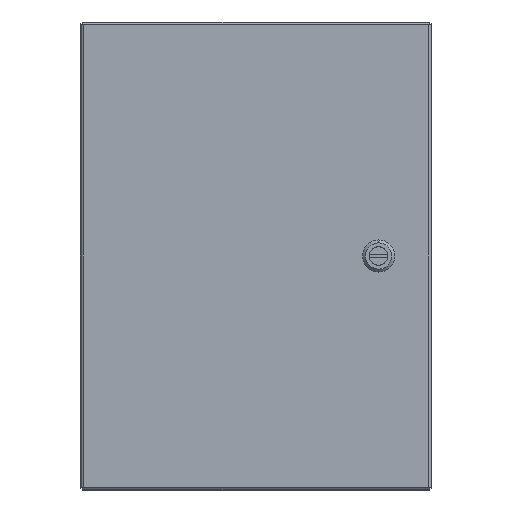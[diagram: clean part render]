
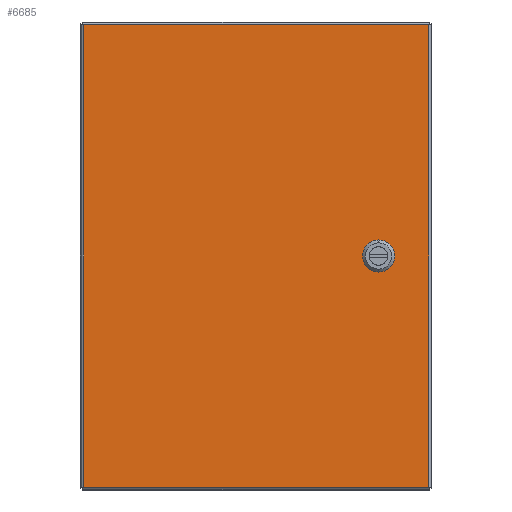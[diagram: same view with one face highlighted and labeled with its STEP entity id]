
A CAD part, front view. The second image highlights one B-rep face of the part: STEP entity #6685.
In plain terms, the highlighted planar face has unit normal (0, -1, 0).
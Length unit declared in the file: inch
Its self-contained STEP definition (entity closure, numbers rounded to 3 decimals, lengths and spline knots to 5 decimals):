
#23 = CARTESIAN_POINT ( 'NONE',  ( 5.901, -8.822, 7.8985 ) ) ;
#59 = EDGE_CURVE ( 'NONE', #7663, #15833, #491, .T. ) ;
#491 = LINE ( 'NONE', #20740, #16566 ) ;
#535 = CARTESIAN_POINT ( 'NONE',  ( 4.5865, -8.822, -0.231 ) ) ;
#653 = VERTEX_POINT ( 'NONE', #5012 ) ;
#697 = CARTESIAN_POINT ( 'NONE',  ( 4.422, -8.822, -0.3955 ) ) ;
#785 = ORIENTED_EDGE ( 'NONE', *, *, #19083, .T. ) ;
#1039 = LINE ( 'NONE', #14350, #12085 ) ;
#1275 = CARTESIAN_POINT ( 'NONE',  ( 5.901, -8.822, -7.8985 ) ) ;
#1593 = CARTESIAN_POINT ( 'NONE',  ( 5.901, -8.822, -7.8985 ) ) ;
#1864 = EDGE_LOOP ( 'NONE', ( #6464, #4549, #9567, #4522 ) ) ;
#2215 = EDGE_CURVE ( 'NONE', #18607, #18849, #21267, .T. ) ;
#2375 = LINE ( 'NONE', #5752, #21229 ) ;
#2585 = VERTEX_POINT ( 'NONE', #5101 ) ;
#3190 = DIRECTION ( 'NONE',  ( 0.707, 0., -0.707 ) ) ;
#3223 = EDGE_CURVE ( 'NONE', #653, #7663, #1039, .T. ) ;
#3514 = VERTEX_POINT ( 'NONE', #8269 ) ;
#3543 = VECTOR ( 'NONE', #14786, 39.37008 ) ;
#3728 = VERTEX_POINT ( 'NONE', #4236 ) ;
#4236 = CARTESIAN_POINT ( 'NONE',  ( 3.96, -8.822, -0.3955 ) ) ;
#4522 = ORIENTED_EDGE ( 'NONE', *, *, #59, .T. ) ;
#4549 = ORIENTED_EDGE ( 'NONE', *, *, #17010, .T. ) ;
#4552 = FACE_BOUND ( 'NONE', #16937, .T. ) ;
#4601 = DIRECTION ( 'NONE',  ( -0.707, 0., -0.707 ) ) ;
#4748 = CARTESIAN_POINT ( 'NONE',  ( 3.96, -8.822, -0.3955 ) ) ;
#5012 = CARTESIAN_POINT ( 'NONE',  ( -5.896, -8.822, 7.8985 ) ) ;
#5101 = CARTESIAN_POINT ( 'NONE',  ( 3.7955, -8.822, 0.231 ) ) ;
#5746 = ORIENTED_EDGE ( 'NONE', *, *, #18294, .T. ) ;
#5752 = CARTESIAN_POINT ( 'NONE',  ( 3.7955, -8.822, 0.231 ) ) ;
#6290 = CARTESIAN_POINT ( 'NONE',  ( -5.896, -8.822, -7.8985 ) ) ;
#6366 = DIRECTION ( 'NONE',  ( -0.707, 0., 0.707 ) ) ;
#6464 = ORIENTED_EDGE ( 'NONE', *, *, #13357, .T. ) ;
#6513 = CARTESIAN_POINT ( 'NONE',  ( -5.896, -8.822, 7.8985 ) ) ;
#6519 = DIRECTION ( 'NONE',  ( 1., 0., 0. ) ) ;
#6685 = ADVANCED_FACE ( 'NONE', ( #9353, #4552 ), #12624, .T. ) ;
#6992 = VECTOR ( 'NONE', #14104, 39.37008 ) ;
#7084 = ORIENTED_EDGE ( 'NONE', *, *, #2215, .T. ) ;
#7161 = EDGE_CURVE ( 'NONE', #3728, #20638, #13018, .T. ) ;
#7289 = DIRECTION ( 'NONE',  ( 0., 0., 1. ) ) ;
#7663 = VERTEX_POINT ( 'NONE', #8865 ) ;
#7903 = CARTESIAN_POINT ( 'NONE',  ( 4.5865, -8.822, -0.231 ) ) ;
#8269 = CARTESIAN_POINT ( 'NONE',  ( 4.5865, -8.822, 0.231 ) ) ;
#8361 = VECTOR ( 'NONE', #11120, 39.37008 ) ;
#8454 = VERTEX_POINT ( 'NONE', #23 ) ;
#8865 = CARTESIAN_POINT ( 'NONE',  ( -5.896, -8.822, -7.8985 ) ) ;
#8930 = DIRECTION ( 'NONE',  ( 0., 0., -1. ) ) ;
#8938 = CARTESIAN_POINT ( 'NONE',  ( 4.422, -8.822, 0.3955 ) ) ;
#9167 = VERTEX_POINT ( 'NONE', #8938 ) ;
#9353 = FACE_OUTER_BOUND ( 'NONE', #1864, .T. ) ;
#9567 = ORIENTED_EDGE ( 'NONE', *, *, #3223, .T. ) ;
#10082 = CARTESIAN_POINT ( 'NONE',  ( 3.7955, -8.822, -0.231 ) ) ;
#10341 = ORIENTED_EDGE ( 'NONE', *, *, #13050, .T. ) ;
#10750 = DIRECTION ( 'NONE',  ( 0., 0., -1. ) ) ;
#11092 = VERTEX_POINT ( 'NONE', #12560 ) ;
#11120 = DIRECTION ( 'NONE',  ( -1., 0., 0. ) ) ;
#11290 = CARTESIAN_POINT ( 'NONE',  ( 3.7955, -8.822, -0.231 ) ) ;
#11546 = LINE ( 'NONE', #14425, #12909 ) ;
#11959 = LINE ( 'NONE', #1593, #14909 ) ;
#12085 = VECTOR ( 'NONE', #10750, 39.37008 ) ;
#12140 = CARTESIAN_POINT ( 'NONE',  ( 3.96, -8.822, 0.3955 ) ) ;
#12170 = ORIENTED_EDGE ( 'NONE', *, *, #17127, .T. ) ;
#12464 = VECTOR ( 'NONE', #4601, 39.37008 ) ;
#12501 = VECTOR ( 'NONE', #6366, 39.37008 ) ;
#12560 = CARTESIAN_POINT ( 'NONE',  ( 3.96, -8.822, 0.3955 ) ) ;
#12624 = PLANE ( 'NONE',  #13538 ) ;
#12828 = DIRECTION ( 'NONE',  ( 0., 0., -1. ) ) ;
#12909 = VECTOR ( 'NONE', #6519, 39.37008 ) ;
#13018 = LINE ( 'NONE', #10082, #12501 ) ;
#13050 = EDGE_CURVE ( 'NONE', #3514, #18607, #18747, .T. ) ;
#13357 = EDGE_CURVE ( 'NONE', #15833, #8454, #11959, .T. ) ;
#13538 = AXIS2_PLACEMENT_3D ( 'NONE', #6290, #19599, #12828 ) ;
#13602 = DIRECTION ( 'NONE',  ( 0., 0., 1. ) ) ;
#13887 = LINE ( 'NONE', #12140, #6992 ) ;
#14104 = DIRECTION ( 'NONE',  ( 0.707, 0., 0.707 ) ) ;
#14350 = CARTESIAN_POINT ( 'NONE',  ( -5.896, -8.822, -7.8985 ) ) ;
#14425 = CARTESIAN_POINT ( 'NONE',  ( 4.422, -8.822, 0.3955 ) ) ;
#14614 = ORIENTED_EDGE ( 'NONE', *, *, #17959, .T. ) ;
#14657 = ORIENTED_EDGE ( 'NONE', *, *, #7161, .T. ) ;
#14786 = DIRECTION ( 'NONE',  ( -1., 0., 0. ) ) ;
#14802 = LINE ( 'NONE', #6513, #8361 ) ;
#14909 = VECTOR ( 'NONE', #13602, 39.37008 ) ;
#15291 = CARTESIAN_POINT ( 'NONE',  ( 4.422, -8.822, 0.3955 ) ) ;
#15523 = DIRECTION ( 'NONE',  ( 1., 0., 0. ) ) ;
#15833 = VERTEX_POINT ( 'NONE', #1275 ) ;
#15953 = VECTOR ( 'NONE', #8930, 39.37008 ) ;
#16566 = VECTOR ( 'NONE', #15523, 39.37008 ) ;
#16821 = LINE ( 'NONE', #15291, #19227 ) ;
#16937 = EDGE_LOOP ( 'NONE', ( #12170, #19224, #14614, #785, #10341, #7084, #5746, #14657 ) ) ;
#17010 = EDGE_CURVE ( 'NONE', #8454, #653, #14802, .T. ) ;
#17127 = EDGE_CURVE ( 'NONE', #20638, #2585, #2375, .T. ) ;
#17724 = EDGE_CURVE ( 'NONE', #2585, #11092, #13887, .T. ) ;
#17959 = EDGE_CURVE ( 'NONE', #11092, #9167, #11546, .T. ) ;
#18294 = EDGE_CURVE ( 'NONE', #18849, #3728, #19496, .T. ) ;
#18607 = VERTEX_POINT ( 'NONE', #7903 ) ;
#18747 = LINE ( 'NONE', #535, #15953 ) ;
#18849 = VERTEX_POINT ( 'NONE', #697 ) ;
#19083 = EDGE_CURVE ( 'NONE', #9167, #3514, #16821, .T. ) ;
#19224 = ORIENTED_EDGE ( 'NONE', *, *, #17724, .T. ) ;
#19227 = VECTOR ( 'NONE', #3190, 39.37008 ) ;
#19496 = LINE ( 'NONE', #4748, #3543 ) ;
#19599 = DIRECTION ( 'NONE',  ( 0., -1., 0. ) ) ;
#19643 = CARTESIAN_POINT ( 'NONE',  ( 4.5865, -8.822, -0.231 ) ) ;
#20638 = VERTEX_POINT ( 'NONE', #11290 ) ;
#20740 = CARTESIAN_POINT ( 'NONE',  ( -5.896, -8.822, -7.8985 ) ) ;
#21229 = VECTOR ( 'NONE', #7289, 39.37008 ) ;
#21267 = LINE ( 'NONE', #19643, #12464 ) ;
